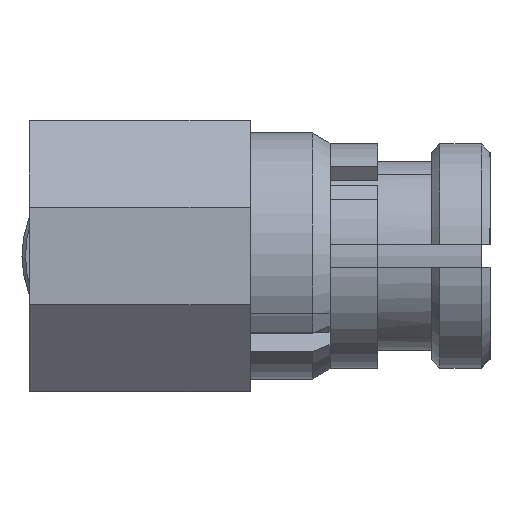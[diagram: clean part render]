
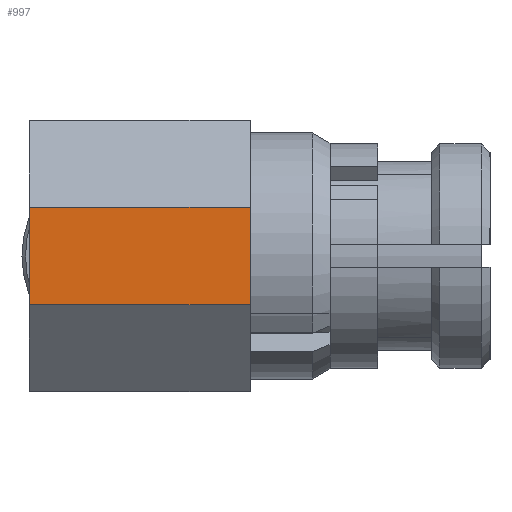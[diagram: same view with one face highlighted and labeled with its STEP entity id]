
A CAD part, left-side view. The second image highlights one B-rep face of the part: STEP entity #997.
In plain terms, the highlighted face is planar.
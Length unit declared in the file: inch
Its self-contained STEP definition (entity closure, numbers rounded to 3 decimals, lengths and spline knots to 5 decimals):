
#164 = VERTEX_POINT ( 'NONE', #5722 ) ;
#220 = CARTESIAN_POINT ( 'NONE',  ( 0.138, 0.078, 0.028 ) ) ;
#435 = EDGE_LOOP ( 'NONE', ( #7039, #5470, #10966, #7228 ) ) ;
#566 = VERTEX_POINT ( 'NONE', #1107 ) ;
#902 = CARTESIAN_POINT ( 'NONE',  ( 0.265, 0.078, -0.028 ) ) ;
#982 = EDGE_CURVE ( 'NONE', #2874, #164, #3566, .T. ) ;
#997 = ADVANCED_FACE ( 'NONE', ( #5237 ), #7861, .F. ) ;
#1107 = CARTESIAN_POINT ( 'NONE',  ( 0.138, 0.078, -0.028 ) ) ;
#1317 = CARTESIAN_POINT ( 'NONE',  ( 0.403, 0.078, -0.028 ) ) ;
#1371 = DIRECTION ( 'NONE',  ( 1., 0., 0. ) ) ;
#1498 = VECTOR ( 'NONE', #10328, 39.37008 ) ;
#2150 = AXIS2_PLACEMENT_3D ( 'NONE', #4459, #8544, #2792 ) ;
#2394 = VERTEX_POINT ( 'NONE', #220 ) ;
#2726 = LINE ( 'NONE', #7646, #1498 ) ;
#2792 = DIRECTION ( 'NONE',  ( 0., 0., -1. ) ) ;
#2874 = VERTEX_POINT ( 'NONE', #902 ) ;
#3474 = CARTESIAN_POINT ( 'NONE',  ( 0.138, 0.078, 0.078 ) ) ;
#3566 = LINE ( 'NONE', #9483, #7306 ) ;
#3649 = EDGE_CURVE ( 'NONE', #2394, #164, #2726, .T. ) ;
#4459 = CARTESIAN_POINT ( 'NONE',  ( 0.75062, 0.078, 0.078 ) ) ;
#5237 = FACE_OUTER_BOUND ( 'NONE', #435, .T. ) ;
#5253 = LINE ( 'NONE', #3474, #6740 ) ;
#5470 = ORIENTED_EDGE ( 'NONE', *, *, #3649, .T. ) ;
#5717 = LINE ( 'NONE', #1317, #7568 ) ;
#5722 = CARTESIAN_POINT ( 'NONE',  ( 0.265, 0.078, 0.028 ) ) ;
#5856 = DIRECTION ( 'NONE',  ( 0., 0., -1. ) ) ;
#6740 = VECTOR ( 'NONE', #5856, 39.37008 ) ;
#7039 = ORIENTED_EDGE ( 'NONE', *, *, #8721, .F. ) ;
#7228 = ORIENTED_EDGE ( 'NONE', *, *, #9266, .F. ) ;
#7306 = VECTOR ( 'NONE', #10327, 39.37008 ) ;
#7568 = VECTOR ( 'NONE', #1371, 39.37008 ) ;
#7646 = CARTESIAN_POINT ( 'NONE',  ( 0.403, 0.078, 0.028 ) ) ;
#7861 = PLANE ( 'NONE',  #2150 ) ;
#8544 = DIRECTION ( 'NONE',  ( 0., -1., 0. ) ) ;
#8721 = EDGE_CURVE ( 'NONE', #2394, #566, #5253, .T. ) ;
#9266 = EDGE_CURVE ( 'NONE', #566, #2874, #5717, .T. ) ;
#9483 = CARTESIAN_POINT ( 'NONE',  ( 0.265, 0.078, 0.078 ) ) ;
#10327 = DIRECTION ( 'NONE',  ( 0., 0., 1. ) ) ;
#10328 = DIRECTION ( 'NONE',  ( 1., 0., 0. ) ) ;
#10966 = ORIENTED_EDGE ( 'NONE', *, *, #982, .F. ) ;
